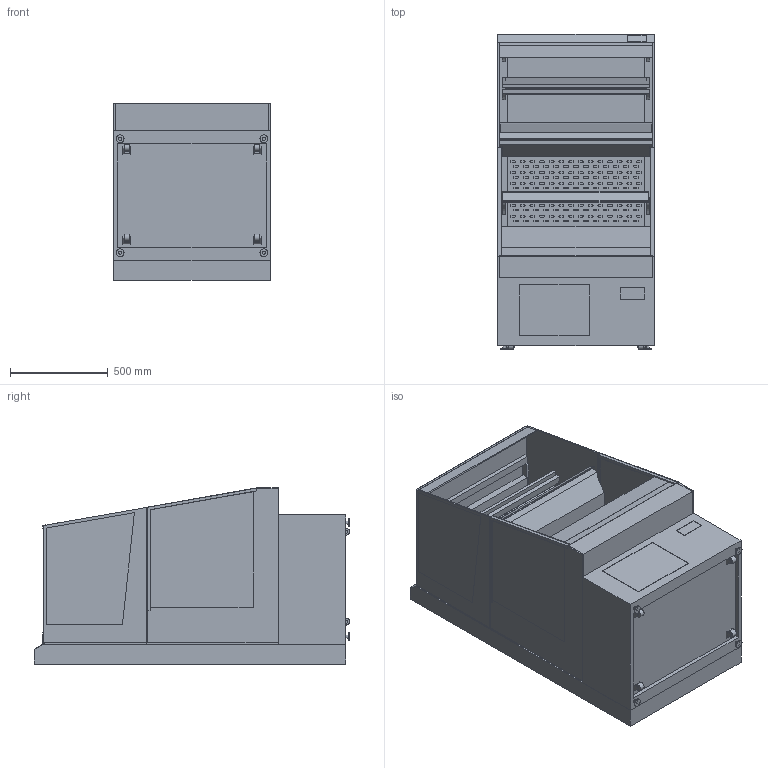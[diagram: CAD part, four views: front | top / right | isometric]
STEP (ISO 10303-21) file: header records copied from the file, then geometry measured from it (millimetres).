
FILE_DESCRIPTION (( 'STEP AP214' ), '1' );
FILE_NAME ('EU358560_Convenience Tower 80-E R290.STEP', '2022-05-12T06:06:36', ( '' ), ( '' ), 'SwSTEP 2.0', 'SolidWorks 2017', '' );
FILE_SCHEMA (( 'AUTOMOTIVE_DESIGN' ));
Length unit declared in the file: millimetre
Products named in the file (1): EU358560_Convenience Tower 80-E R290
Bounding box: 802 x 1610.2 x 900.02 mm (x, y, z)
Volume: 491548889 mm3; surface area: 24687845 mm2
Topology: 66 solids, 66 shells, 1618 faces, 4399 edges, 2920 vertices
Faces by surface type: plane 1010, cylinder 588, torus 20
Full cylindrical faces by diameter (mm): 5 x30, 10 x6, 16 x4, 35 x4, 40 x4
Entity records: 53440 total; most frequent: CARTESIAN_POINT 8850, DIRECTION 8735, ORIENTED_EDGE 8642, EDGE_CURVE 4321, VECTOR 3145, LINE 3145, VERTEX_POINT 2910, AXIS2_PLACEMENT_3D 2795
